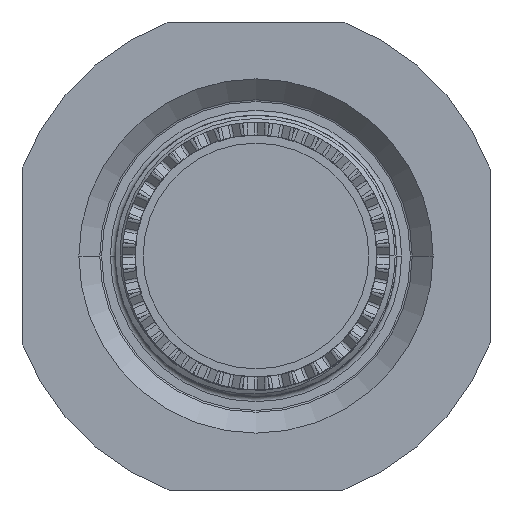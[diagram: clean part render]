
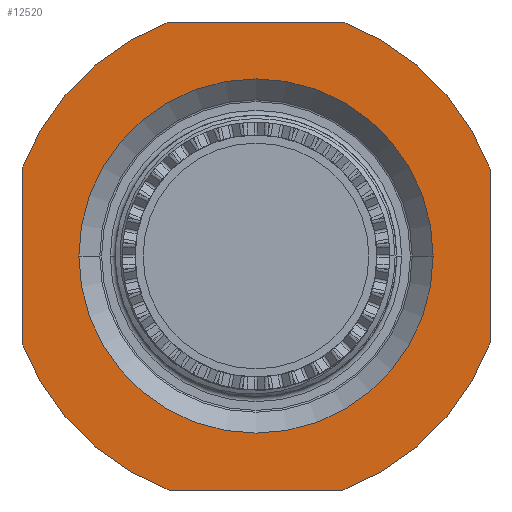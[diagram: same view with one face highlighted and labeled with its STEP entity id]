
A CAD part, front view. The second image highlights one B-rep face of the part: STEP entity #12520.
In plain terms, the highlighted planar face has unit normal (0, -1, 0).
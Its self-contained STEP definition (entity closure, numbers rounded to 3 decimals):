
#3751=CARTESIAN_POINT('',(0.,-26.5,0.));
#3752=DIRECTION('',(0.,-1.,0.));
#3753=DIRECTION('',(-1.,0.,0.));
#3754=AXIS2_PLACEMENT_3D('',#3751,#3752,#3753);
#3756=CARTESIAN_POINT('',(0.,-26.5,0.));
#3757=DIRECTION('',(0.,1.,0.));
#3758=DIRECTION('',(-1.,0.,0.));
#3759=AXIS2_PLACEMENT_3D('',#3756,#3757,#3758);
#3761=DIRECTION('',(0.,0.,-1.));
#3762=VECTOR('',#3761,17.242);
#3763=CARTESIAN_POINT('',(-23.2,-26.5,8.621));
#3764=LINE('',#3763,#3762);
#3765=DIRECTION('',(-1.,0.,0.));
#3766=VECTOR('',#3765,17.242);
#3767=CARTESIAN_POINT('',(8.621,-26.5,23.2));
#3768=LINE('',#3767,#3766);
#3769=DIRECTION('',(0.,0.,1.));
#3770=VECTOR('',#3769,17.242);
#3771=CARTESIAN_POINT('',(23.2,-26.5,-8.621));
#3772=LINE('',#3771,#3770);
#3773=DIRECTION('',(1.,0.,0.));
#3774=VECTOR('',#3773,17.242);
#3775=CARTESIAN_POINT('',(-8.621,-26.5,-23.2));
#3776=LINE('',#3775,#3774);
#3781=CARTESIAN_POINT('',(0.,-26.5,0.));
#3782=DIRECTION('',(0.,-1.,0.));
#3783=DIRECTION('',(-0.937,0.,-0.348));
#3784=AXIS2_PLACEMENT_3D('',#3781,#3782,#3783);
#3794=CARTESIAN_POINT('',(0.,-26.5,0.));
#3795=DIRECTION('',(0.,-1.,0.));
#3796=DIRECTION('',(0.348,0.,-0.937));
#3797=AXIS2_PLACEMENT_3D('',#3794,#3795,#3796);
#7194=CARTESIAN_POINT('',(0.,-26.5,0.));
#7195=DIRECTION('',(0.,1.,0.));
#7196=DIRECTION('',(-0.937,0.,0.348));
#7197=AXIS2_PLACEMENT_3D('',#7194,#7195,#7196);
#7203=CARTESIAN_POINT('',(0.,-26.5,0.));
#7204=DIRECTION('',(0.,1.,0.));
#7205=DIRECTION('',(0.348,0.,0.937));
#7206=AXIS2_PLACEMENT_3D('',#7203,#7204,#7205);
#7767=CARTESIAN_POINT('',(-17.565,-26.5,0.));
#7768=CARTESIAN_POINT('',(17.565,-26.5,0.));
#7769=VERTEX_POINT('',#7767);
#7770=VERTEX_POINT('',#7768);
#8276=CARTESIAN_POINT('',(-23.2,-26.5,8.621));
#8277=CARTESIAN_POINT('',(-23.2,-26.5,-8.621));
#8278=VERTEX_POINT('',#8276);
#8279=VERTEX_POINT('',#8277);
#8280=CARTESIAN_POINT('',(-8.621,-26.5,-23.2));
#8281=CARTESIAN_POINT('',(8.621,-26.5,-23.2));
#8282=VERTEX_POINT('',#8280);
#8283=VERTEX_POINT('',#8281);
#8284=CARTESIAN_POINT('',(23.2,-26.5,-8.621));
#8285=CARTESIAN_POINT('',(23.2,-26.5,8.621));
#8286=VERTEX_POINT('',#8284);
#8287=VERTEX_POINT('',#8285);
#8288=CARTESIAN_POINT('',(8.621,-26.5,23.2));
#8289=CARTESIAN_POINT('',(-8.621,-26.5,23.2));
#8290=VERTEX_POINT('',#8288);
#8291=VERTEX_POINT('',#8289);
#12493=CARTESIAN_POINT('',(0.,-26.5,0.));
#12494=DIRECTION('',(0.,1.,0.));
#12495=DIRECTION('',(-1.,0.,0.));
#12496=AXIS2_PLACEMENT_3D('',#12493,#12494,#12495);
#12497=PLANE('',#12496);
#12499=ORIENTED_EDGE('',*,*,#12498,.F.);
#12501=ORIENTED_EDGE('',*,*,#12500,.T.);
#12503=ORIENTED_EDGE('',*,*,#12502,.F.);
#12505=ORIENTED_EDGE('',*,*,#12504,.T.);
#12507=ORIENTED_EDGE('',*,*,#12506,.F.);
#12509=ORIENTED_EDGE('',*,*,#12508,.F.);
#12511=ORIENTED_EDGE('',*,*,#12510,.F.);
#12513=ORIENTED_EDGE('',*,*,#12512,.F.);
#12514=EDGE_LOOP('',(#12499,#12501,#12503,#12505,#12507,#12509,#12511,#12513));
#12515=FACE_OUTER_BOUND('',#12514,.F.);
#12516=ORIENTED_EDGE('',*,*,#12460,.T.);
#12517=ORIENTED_EDGE('',*,*,#12475,.F.);
#12518=EDGE_LOOP('',(#12516,#12517));
#12519=FACE_BOUND('',#12518,.F.);
#12520=ADVANCED_FACE('',(#12515,#12519),#12497,.F.);
#3755=CIRCLE('',#3754,17.565);
#3760=CIRCLE('',#3759,17.565);
#3785=CIRCLE('',#3784,24.75);
#3798=CIRCLE('',#3797,24.75);
#7198=CIRCLE('',#7197,24.75);
#7207=CIRCLE('',#7206,24.75);
#12460=EDGE_CURVE('',#7769,#7770,#3755,.T.);
#12475=EDGE_CURVE('',#7769,#7770,#3760,.T.);
#12498=EDGE_CURVE('',#8278,#8279,#3764,.T.);
#12500=EDGE_CURVE('',#8278,#8291,#7198,.T.);
#12502=EDGE_CURVE('',#8290,#8291,#3768,.T.);
#12504=EDGE_CURVE('',#8290,#8287,#7207,.T.);
#12506=EDGE_CURVE('',#8286,#8287,#3772,.T.);
#12508=EDGE_CURVE('',#8283,#8286,#3798,.T.);
#12510=EDGE_CURVE('',#8282,#8283,#3776,.T.);
#12512=EDGE_CURVE('',#8279,#8282,#3785,.T.);
